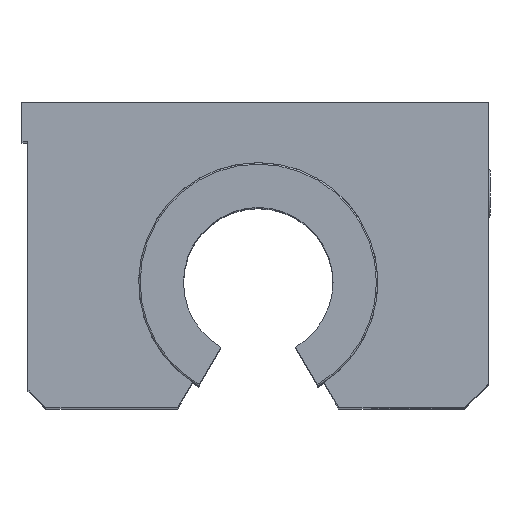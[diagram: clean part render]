
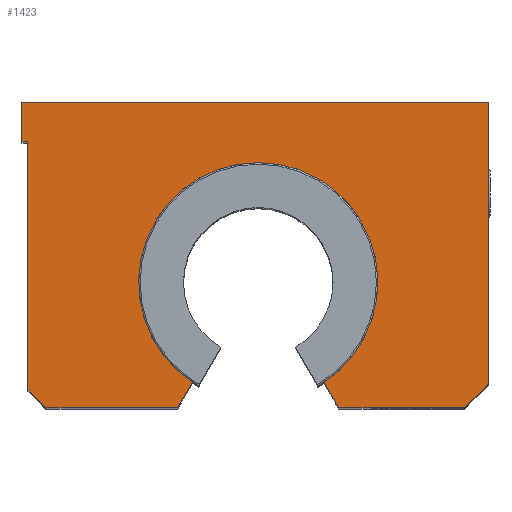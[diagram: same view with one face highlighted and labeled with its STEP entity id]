
A CAD part, top view. The second image highlights one B-rep face of the part: STEP entity #1423.
In plain terms, the highlighted planar face has unit normal (0, 0, 1).
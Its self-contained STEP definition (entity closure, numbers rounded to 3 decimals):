
#105=PLANE('',#1622);
#180=FACE_OUTER_BOUND('',#284,.T.);
#284=EDGE_LOOP('',(#1223,#1224,#1225,#1226,#1227,#1228,#1229,#1230,#1231,
#1232,#1233,#1234));
#333=LINE('',#2276,#452);
#338=LINE('',#2285,#457);
#349=LINE('',#2309,#468);
#352=LINE('',#2317,#471);
#368=LINE('',#2350,#487);
#372=LINE('',#2360,#491);
#392=LINE('',#2512,#511);
#394=LINE('',#2516,#513);
#397=LINE('',#2523,#516);
#398=LINE('',#2525,#517);
#399=LINE('',#2527,#518);
#452=VECTOR('',#1819,10.);
#457=VECTOR('',#1826,10.);
#468=VECTOR('',#1843,10.);
#471=VECTOR('',#1850,10.);
#487=VECTOR('',#1874,10.);
#491=VECTOR('',#1882,10.);
#511=VECTOR('',#1970,10.);
#513=VECTOR('',#1974,10.);
#516=VECTOR('',#1983,10.);
#517=VECTOR('',#1986,10.);
#518=VECTOR('',#1989,10.);
#592=CIRCLE('',#1618,20.);
#654=VERTEX_POINT('',#2272);
#656=VERTEX_POINT('',#2275);
#658=VERTEX_POINT('',#2281);
#668=VERTEX_POINT('',#2306);
#669=VERTEX_POINT('',#2308);
#672=VERTEX_POINT('',#2316);
#684=VERTEX_POINT('',#2347);
#685=VERTEX_POINT('',#2349);
#689=VERTEX_POINT('',#2359);
#711=VERTEX_POINT('',#2511);
#712=VERTEX_POINT('',#2515);
#713=VERTEX_POINT('',#2519);
#804=EDGE_CURVE('',#654,#656,#333,.T.);
#809=EDGE_CURVE('',#656,#658,#338,.T.);
#820=EDGE_CURVE('',#668,#669,#349,.T.);
#824=EDGE_CURVE('',#669,#672,#352,.T.);
#840=EDGE_CURVE('',#684,#685,#368,.T.);
#845=EDGE_CURVE('',#685,#689,#372,.T.);
#884=EDGE_CURVE('',#689,#711,#392,.T.);
#886=EDGE_CURVE('',#711,#712,#394,.T.);
#888=EDGE_CURVE('',#712,#713,#592,.T.);
#890=EDGE_CURVE('',#713,#668,#397,.T.);
#891=EDGE_CURVE('',#672,#654,#398,.T.);
#892=EDGE_CURVE('',#658,#684,#399,.T.);
#1223=ORIENTED_EDGE('',*,*,#824,.F.);
#1224=ORIENTED_EDGE('',*,*,#820,.F.);
#1225=ORIENTED_EDGE('',*,*,#890,.F.);
#1226=ORIENTED_EDGE('',*,*,#888,.F.);
#1227=ORIENTED_EDGE('',*,*,#886,.F.);
#1228=ORIENTED_EDGE('',*,*,#884,.F.);
#1229=ORIENTED_EDGE('',*,*,#845,.F.);
#1230=ORIENTED_EDGE('',*,*,#840,.F.);
#1231=ORIENTED_EDGE('',*,*,#892,.F.);
#1232=ORIENTED_EDGE('',*,*,#809,.F.);
#1233=ORIENTED_EDGE('',*,*,#804,.F.);
#1234=ORIENTED_EDGE('',*,*,#891,.F.);
#1423=ADVANCED_FACE('',(#180),#105,.T.);
#1618=AXIS2_PLACEMENT_3D('',#2520,#1978,#1979);
#1622=AXIS2_PLACEMENT_3D('',#2528,#1990,#1991);
#1819=DIRECTION('',(-1.,0.,0.));
#1826=DIRECTION('',(0.,1.,0.));
#1843=DIRECTION('',(-1.,0.,0.));
#1850=DIRECTION('',(-0.707,0.707,0.));
#1874=DIRECTION('',(0.,-1.,0.));
#1882=DIRECTION('',(-0.707,-0.707,0.));
#1970=DIRECTION('',(-1.,0.,0.));
#1974=DIRECTION('',(-0.5,0.866,0.));
#1978=DIRECTION('center_axis',(0.,0.,1.));
#1979=DIRECTION('ref_axis',(0.55,-0.835,0.));
#1983=DIRECTION('',(-0.5,-0.866,0.));
#1986=DIRECTION('',(0.,1.,0.));
#1989=DIRECTION('',(1.,0.,0.));
#1990=DIRECTION('center_axis',(0.,0.,1.));
#1991=DIRECTION('ref_axis',(1.,0.,0.));
#2272=CARTESIAN_POINT('',(-38.5,19.,65.));
#2275=CARTESIAN_POINT('',(-39.5,19.,65.));
#2276=CARTESIAN_POINT('',(-38.5,19.,65.));
#2281=CARTESIAN_POINT('',(-39.5,25.5,65.));
#2285=CARTESIAN_POINT('',(-39.5,19.,65.));
#2306=CARTESIAN_POINT('',(-13.481,-25.5,65.));
#2308=CARTESIAN_POINT('',(-35.5,-25.5,65.));
#2309=CARTESIAN_POINT('',(-13.481,-25.5,65.));
#2316=CARTESIAN_POINT('',(-38.5,-22.5,65.));
#2317=CARTESIAN_POINT('',(-33.919,-27.081,65.));
#2347=CARTESIAN_POINT('',(38.5,25.5,65.));
#2349=CARTESIAN_POINT('',(38.5,-21.5,65.));
#2350=CARTESIAN_POINT('',(38.5,25.5,65.));
#2359=CARTESIAN_POINT('',(34.5,-25.5,65.));
#2360=CARTESIAN_POINT('',(33.419,-26.581,65.));
#2511=CARTESIAN_POINT('',(13.481,-25.5,65.));
#2512=CARTESIAN_POINT('',(38.5,-25.5,65.));
#2515=CARTESIAN_POINT('',(11.,-21.203,65.));
#2516=CARTESIAN_POINT('',(13.481,-25.5,65.));
#2519=CARTESIAN_POINT('',(-11.,-21.203,65.));
#2520=CARTESIAN_POINT('Origin',(0.,-4.5,65.));
#2523=CARTESIAN_POINT('',(-11.,-21.203,65.));
#2525=CARTESIAN_POINT('',(-38.5,-25.5,65.));
#2527=CARTESIAN_POINT('',(-38.5,25.5,65.));
#2528=CARTESIAN_POINT('Origin',(0.,0.677,
65.));
